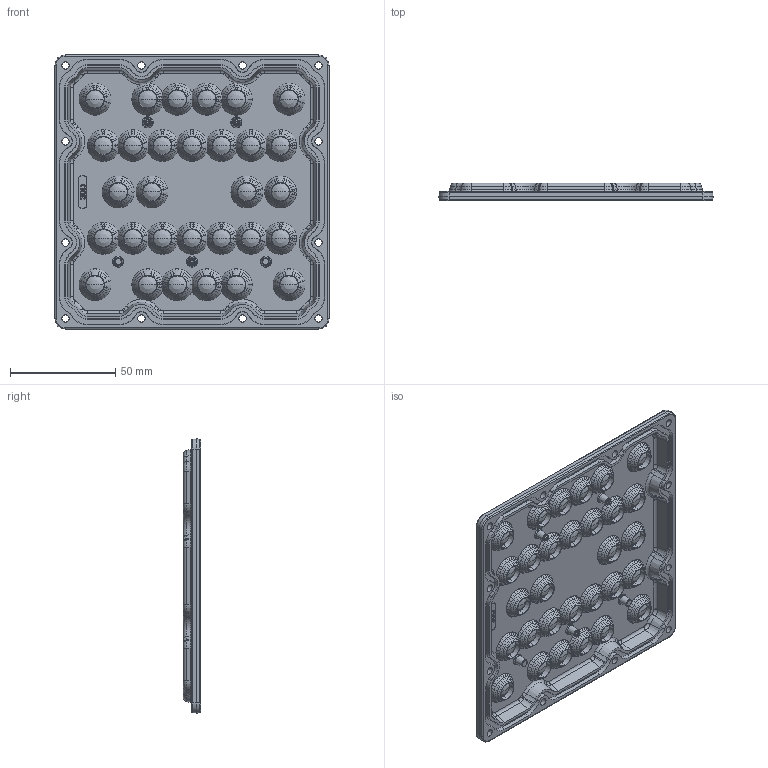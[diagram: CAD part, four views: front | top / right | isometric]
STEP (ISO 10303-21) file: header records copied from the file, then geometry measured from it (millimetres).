
FILE_DESCRIPTION(/* description */ (''),/* implementation_level */ '2;1');
FILE_NAME(/* name */ 'JY-BAF3030P-130130_stp.stp',/* time_stamp */ '2020-03-17T16:12:52+08:00',/* author */ (''),/* organization */ (''),/* preprocessor_version */ 'ST-DEVELOPER v16',/* originating_system */ 'SIEMENS PLM Software NX 10.0',/* authorisation */ '');
FILE_SCHEMA (('AP203_CONFIGURATION_CONTROLLED_3D_DESIGN_OF_MECHANICAL_PARTS_AND_ASSEMBLIES_MIM_LF { 1 0 10303 403 2 1 2}'));
Products named in the file (1): JY-BAF3030P-130130_stp
Bounding box: 130 x 8.3 x 130 mm (x, y, z)
Volume: 53667.5 mm3; surface area: 46080.2 mm2
Topology: 1 solids, 1 shells, 3495 faces, 8276 edges, 4781 vertices
Faces by surface type: bspline 2968, cone 227, torus 121, plane 118, cylinder 48, extrusion 12, sphere 1
Entity records: 275876 total; most frequent: CARTESIAN_POINT 214472, ORIENTED_EDGE 16344, EDGE_CURVE 8172, DIRECTION 6356, B_SPLINE_CURVE_WITH_KNOTS 5236, VERTEX_POINT 4768, EDGE_LOOP 3608, ADVANCED_FACE 3495
